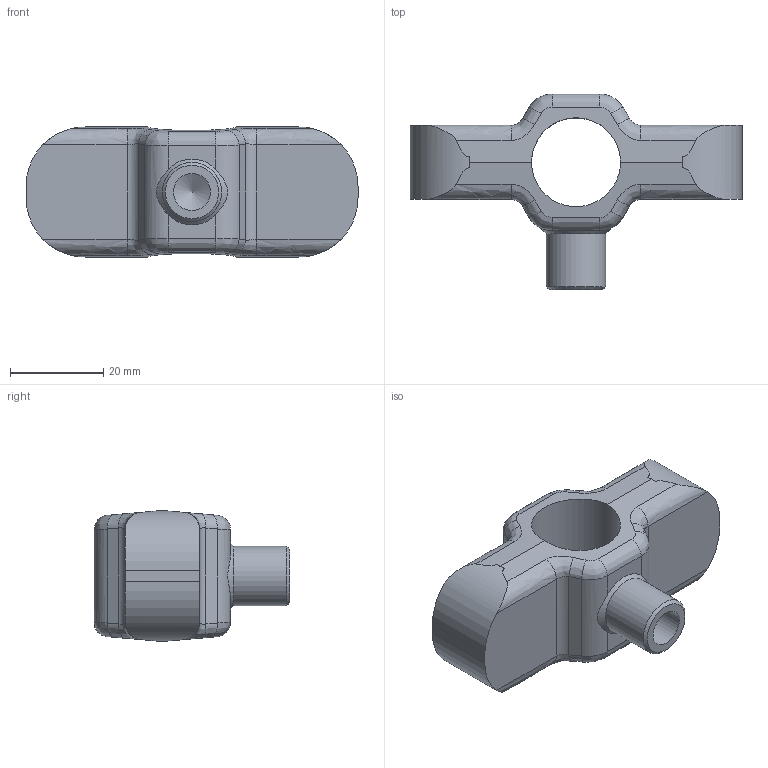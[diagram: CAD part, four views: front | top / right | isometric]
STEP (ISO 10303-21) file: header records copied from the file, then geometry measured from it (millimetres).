
FILE_DESCRIPTION (( 'STEP AP214' ), '1' );
FILE_NAME ('PHHTCX.XT304SA.STEP', '2018-02-03T05:36:37', ( 'admin' ), ( '' ), 'SwSTEP 2.0', 'SolidWorks 2013', '' );
FILE_SCHEMA (( 'AUTOMOTIVE_DESIGN' ));
Length unit declared in the file: inch
Products named in the file (1): PHHTCX.XT304SA
Bounding box: 71.12 x 41.91 x 28.06 mm (x, y, z)
Volume: 28730.5 mm3; surface area: 8646.2 mm2
Topology: 1 solids, 1 shells, 76 faces, 191 edges, 115 vertices
Faces by surface type: bspline 36, plane 22, cylinder 15, cone 3
Full cylindrical faces by diameter (mm): 7.937 x1, 12.7 x1, 19.05 x1
Entity records: 3045 total; most frequent: CARTESIAN_POINT 1655, ORIENTED_EDGE 366, EDGE_CURVE 183, DIRECTION 154, VERTEX_POINT 113, B_SPLINE_CURVE_WITH_KNOTS 82, EDGE_LOOP 82, FACE_OUTER_BOUND 79
